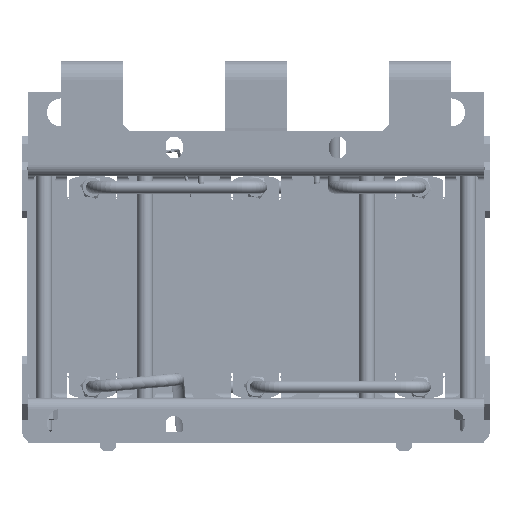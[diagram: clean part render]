
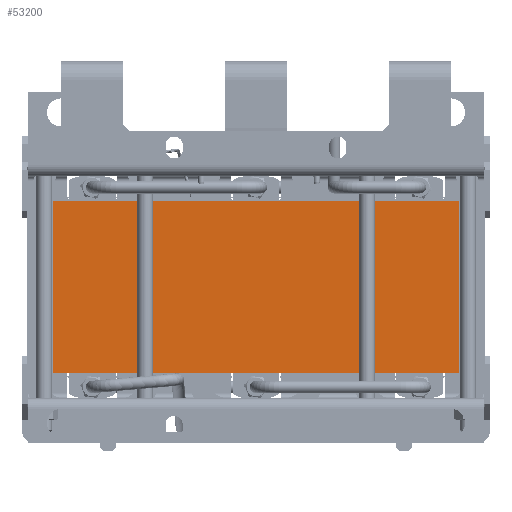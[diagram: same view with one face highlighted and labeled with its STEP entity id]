
A CAD part, front view. The second image highlights one B-rep face of the part: STEP entity #53200.
In plain terms, the highlighted planar face has unit normal (0, -1, 0).
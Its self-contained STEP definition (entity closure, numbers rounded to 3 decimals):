
#27857=LINE('',#201445,#38923);
#27858=LINE('',#201448,#38924);
#27859=LINE('',#201450,#38925);
#27860=LINE('',#201452,#38926);
#38923=VECTOR('',#162092,1.);
#38924=VECTOR('',#162093,1.);
#38925=VECTOR('',#162094,1.);
#38926=VECTOR('',#162095,1.);
#53200=ADVANCED_FACE('',(#63845),#59236,.T.);
#59236=PLANE('',#142720);
#63845=FACE_OUTER_BOUND('',#70587,.T.);
#70587=EDGE_LOOP('',(#88439,#88440,#88441,#88442));
#88439=ORIENTED_EDGE('',*,*,#125371,.T.);
#88440=ORIENTED_EDGE('',*,*,#125372,.F.);
#88441=ORIENTED_EDGE('',*,*,#125373,.F.);
#88442=ORIENTED_EDGE('',*,*,#125374,.T.);
#112383=VERTEX_POINT('',#201446);
#112384=VERTEX_POINT('',#201447);
#112385=VERTEX_POINT('',#201449);
#112386=VERTEX_POINT('',#201451);
#125371=EDGE_CURVE('',#112383,#112384,#27857,.T.);
#125372=EDGE_CURVE('',#112385,#112384,#27858,.T.);
#125373=EDGE_CURVE('',#112386,#112385,#27859,.T.);
#125374=EDGE_CURVE('',#112386,#112383,#27860,.T.);
#142720=AXIS2_PLACEMENT_3D('',#201453,#162096,#162097);
#162092=DIRECTION('',(0.,0.,-1.));
#162093=DIRECTION('',(-1.,0.,0.));
#162094=DIRECTION('',(0.,0.,-1.));
#162095=DIRECTION('',(-1.,0.,0.));
#162096=DIRECTION('',(0.,-1.,0.));
#162097=DIRECTION('',(0.,0.,1.));
#201445=CARTESIAN_POINT('',(-130.,-174.5,55.));
#201446=CARTESIAN_POINT('',(-130.,-174.5,55.));
#201447=CARTESIAN_POINT('',(-130.,-174.5,-55.));
#201448=CARTESIAN_POINT('',(0.,-174.5,-55.));
#201449=CARTESIAN_POINT('',(130.,-174.5,-55.));
#201450=CARTESIAN_POINT('',(130.,-174.5,55.));
#201451=CARTESIAN_POINT('',(130.,-174.5,55.));
#201452=CARTESIAN_POINT('',(0.,-174.5,55.));
#201453=CARTESIAN_POINT('',(0.,-174.5,55.));
